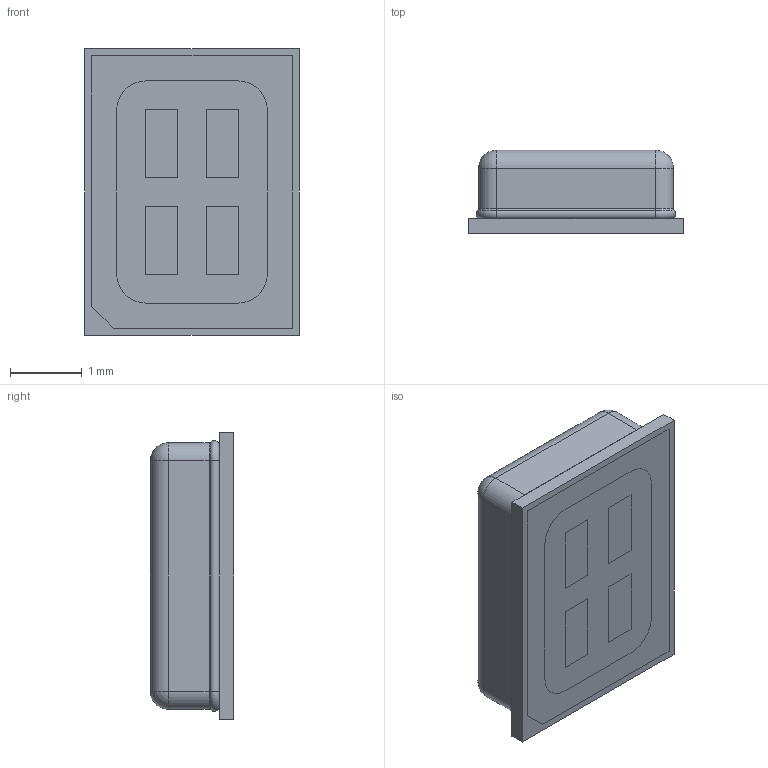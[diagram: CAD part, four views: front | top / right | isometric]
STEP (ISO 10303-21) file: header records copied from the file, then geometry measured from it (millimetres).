
FILE_DESCRIPTION (( 'STEP AP214' ), '1' );
FILE_NAME ('MP34DT01TR-M.STEP', '2024-01-31T11:47:51', ( 'LENOVO' ), ( '' ), 'SwSTEP 2.0', 'SolidWorks 2021', '' );
FILE_SCHEMA (( 'AUTOMOTIVE_DESIGN' ));
Length unit declared in the file: millimetre
Products named in the file (1): MP34DT01TR-M
Bounding box: 3 x 1.16 x 4 mm (x, y, z)
Volume: 11.9 mm3; surface area: 76.5 mm2
Topology: 8 solids, 8 shells, 126 faces, 281 edges, 175 vertices
Faces by surface type: plane 82, cylinder 32, torus 8, sphere 4
Entity records: 3531 total; most frequent: DIRECTION 601, CARTESIAN_POINT 579, ORIENTED_EDGE 554, EDGE_CURVE 277, VECTOR 207, LINE 207, AXIS2_PLACEMENT_3D 197, VERTEX_POINT 175
